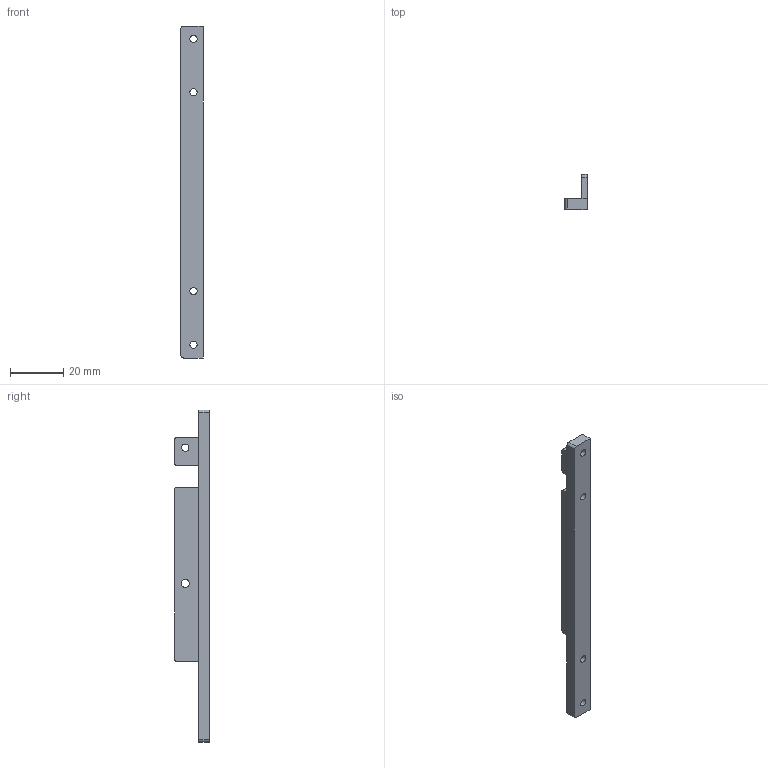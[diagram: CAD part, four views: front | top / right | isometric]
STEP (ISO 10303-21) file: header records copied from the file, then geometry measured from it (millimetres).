
FILE_DESCRIPTION(/* description */ ('Unknown'),/* implementation_level */ '2;1');
FILE_NAME(/* name */ 'LongBoardToClipAdaptor01',/* time_stamp */ '2023-04-21T13:05:53+01:00',/* author */ ('Unknown'),/* organization */ ('Unknown'),/* preprocessor_version */ 'ST-DEVELOPER v18.102',/* originating_system */ 'Solid Edge',/* authorisation */ 'Unknown');
FILE_SCHEMA (('AUTOMOTIVE_DESIGN {1 0 10303 214 3 1 1}'));
Length unit declared in the file: millimetre
Products named in the file (1): LongBoardToClipAdaptor01
Bounding box: 8.32 x 13 x 124.17 mm (x, y, z)
Volume: 5380.6 mm3; surface area: 4657.6 mm2
Topology: 1 solids, 1 shells, 26 faces, 75 edges, 51 vertices
Faces by surface type: plane 14, cylinder 12
Full cylindrical faces by diameter (mm): 2.7 x5, 3 x1
Entity records: 864 total; most frequent: DIRECTION 144, CARTESIAN_POINT 141, ORIENTED_EDGE 132, EDGE_CURVE 66, AXIS2_PLACEMENT_3D 51, VERTEX_POINT 48, EDGE_LOOP 44, FACE_BOUND 44
